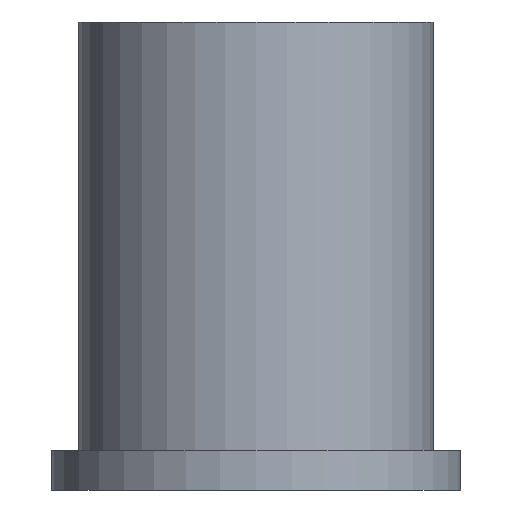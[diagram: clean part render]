
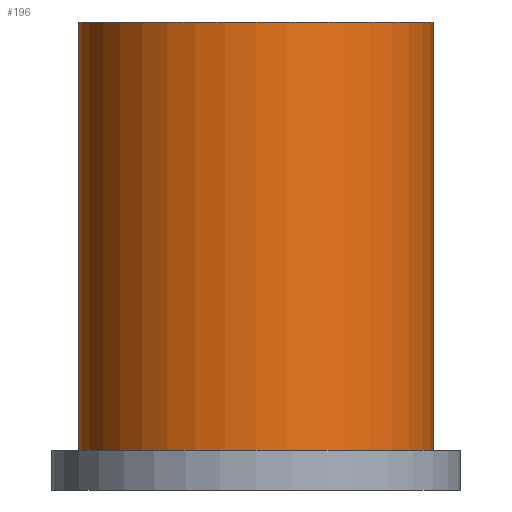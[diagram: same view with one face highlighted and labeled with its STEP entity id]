
A CAD part, front view. The second image highlights one B-rep face of the part: STEP entity #196.
In plain terms, the highlighted cylindrical face has radius 2.375 mm (diameter 4.75 mm), a partial arc.
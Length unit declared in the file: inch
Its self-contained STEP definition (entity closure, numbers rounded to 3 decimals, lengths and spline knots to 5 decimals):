
#28 = DIRECTION ( 'NONE',  ( 0., 0., -1. ) ) ;
#29 = VECTOR ( 'NONE', #28, 39.37008 ) ;
#30 = CARTESIAN_POINT ( 'NONE',  ( -0.0935, 0., 0.247 ) ) ;
#45 = CARTESIAN_POINT ( 'NONE',  ( 0.0935, 0., 0.021 ) ) ;
#46 = DIRECTION ( 'NONE',  ( 0., 0., -1. ) ) ;
#47 = VECTOR ( 'NONE', #46, 39.37008 ) ;
#48 = CARTESIAN_POINT ( 'NONE',  ( 0.0935, 0., 0.247 ) ) ;
#49 = LINE ( 'NONE', #48, #47 ) ;
#50 = CARTESIAN_POINT ( 'NONE',  ( -0.0935, 0., 0.247 ) ) ;
#120 = LINE ( 'NONE', #30, #29 ) ;
#121 = CARTESIAN_POINT ( 'NONE',  ( -0.0935, 0., 0.021 ) ) ;
#146 = CARTESIAN_POINT ( 'NONE',  ( 0.0935, 0., 0.247 ) ) ;
#187 = EDGE_CURVE ( 'NONE', #226, #241, #307, .T. ) ;
#191 = ORIENTED_EDGE ( 'NONE', *, *, #203, .F. ) ;
#194 = ORIENTED_EDGE ( 'NONE', *, *, #240, .F. ) ;
#196 = ADVANCED_FACE ( 'NONE', ( #271 ), #279, .T. ) ;
#197 = EDGE_LOOP ( 'NONE', ( #194, #191, #249, #216 ) ) ;
#203 = EDGE_CURVE ( 'NONE', #238, #267, #261, .T. ) ;
#216 = ORIENTED_EDGE ( 'NONE', *, *, #187, .T. ) ;
#226 = VERTEX_POINT ( 'NONE', #121 ) ;
#228 = EDGE_CURVE ( 'NONE', #238, #226, #120, .T. ) ;
#238 = VERTEX_POINT ( 'NONE', #50 ) ;
#240 = EDGE_CURVE ( 'NONE', #267, #241, #49, .T. ) ;
#241 = VERTEX_POINT ( 'NONE', #45 ) ;
#249 = ORIENTED_EDGE ( 'NONE', *, *, #228, .T. ) ;
#257 = DIRECTION ( 'NONE',  ( -1., 0., 0. ) ) ;
#258 = DIRECTION ( 'NONE',  ( 0., 0., -1. ) ) ;
#260 = AXIS2_PLACEMENT_3D ( 'NONE', #278, #284, #285 ) ;
#261 = CIRCLE ( 'NONE', #260, 0.0935 ) ;
#267 = VERTEX_POINT ( 'NONE', #146 ) ;
#269 = CARTESIAN_POINT ( 'NONE',  ( 0., 0., 0.247 ) ) ;
#270 = AXIS2_PLACEMENT_3D ( 'NONE', #269, #258, #257 ) ;
#271 = FACE_OUTER_BOUND ( 'NONE', #197, .T. ) ;
#278 = CARTESIAN_POINT ( 'NONE',  ( 0., 0., 0.247 ) ) ;
#279 = CYLINDRICAL_SURFACE ( 'NONE', #270, 0.0935 ) ;
#284 = DIRECTION ( 'NONE',  ( 0., 0., 1. ) ) ;
#285 = DIRECTION ( 'NONE',  ( 1., 0., 0. ) ) ;
#300 = DIRECTION ( 'NONE',  ( 1., 0., 0. ) ) ;
#301 = DIRECTION ( 'NONE',  ( 0., 0., 1. ) ) ;
#302 = CARTESIAN_POINT ( 'NONE',  ( 0., 0., 0.021 ) ) ;
#306 = AXIS2_PLACEMENT_3D ( 'NONE', #302, #301, #300 ) ;
#307 = CIRCLE ( 'NONE', #306, 0.0935 ) ;
